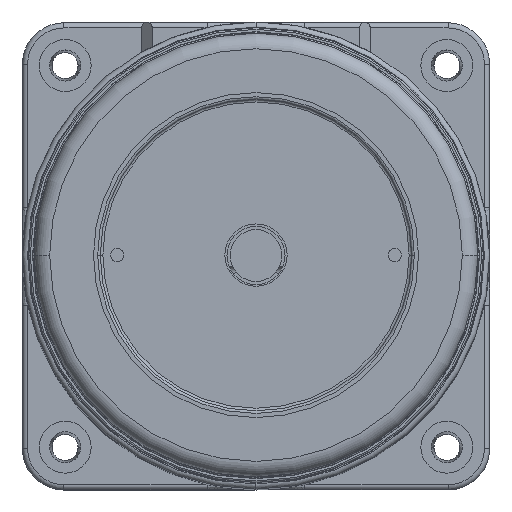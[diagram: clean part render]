
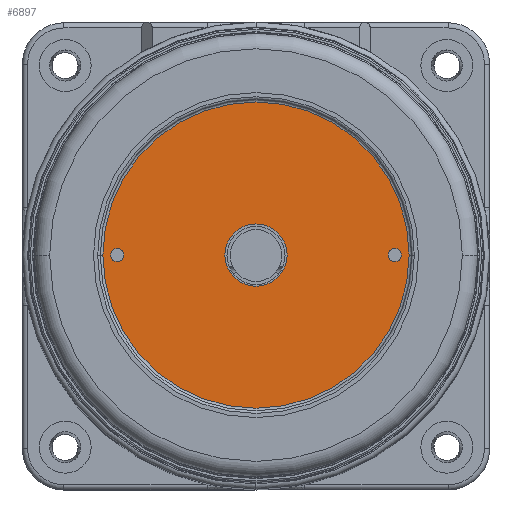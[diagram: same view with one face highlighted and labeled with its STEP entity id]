
A CAD part, top view. The second image highlights one B-rep face of the part: STEP entity #6897.
In plain terms, the highlighted planar face has unit normal (0, 0, 1).
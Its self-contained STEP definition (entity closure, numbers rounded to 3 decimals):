
#267 = CARTESIAN_POINT ( 'NONE',  ( -7.918, 15.661, 97.4 ) ) ;
#554 = CARTESIAN_POINT ( 'NONE',  ( -7.918, 15.661, 97.4 ) ) ;
#684 = EDGE_CURVE ( 'NONE', #1496, #970, #4622, .T. ) ;
#970 = VERTEX_POINT ( 'NONE', #9277 ) ;
#1113 = DIRECTION ( 'NONE',  ( -1., 0., 0. ) ) ;
#1149 = CARTESIAN_POINT ( 'NONE',  ( -9.168, 15.661, 97.4 ) ) ;
#1167 = CIRCLE ( 'NONE', #6757, 6. ) ;
#1236 = DIRECTION ( 'NONE',  ( 1., 0., 0. ) ) ;
#1298 = AXIS2_PLACEMENT_3D ( 'NONE', #2181, #5248, #8233 ) ;
#1374 = EDGE_LOOP ( 'NONE', ( #9081, #6061 ) ) ;
#1496 = VERTEX_POINT ( 'NONE', #7395 ) ;
#1633 = CIRCLE ( 'NONE', #7224, 1.25 ) ;
#2059 = ORIENTED_EDGE ( 'NONE', *, *, #3108, .T. ) ;
#2181 = CARTESIAN_POINT ( 'NONE',  ( -64.168, 15.661, 97.4 ) ) ;
#2356 = DIRECTION ( 'NONE',  ( 1., 0., 0. ) ) ;
#2419 = AXIS2_PLACEMENT_3D ( 'NONE', #554, #3609, #6645 ) ;
#2521 = DIRECTION ( 'NONE',  ( 0., 0., 1. ) ) ;
#2552 = DIRECTION ( 'NONE',  ( 0., 0., 1. ) ) ;
#2773 = EDGE_CURVE ( 'NONE', #6649, #9170, #1167, .T. ) ;
#2822 = VERTEX_POINT ( 'NONE', #5153 ) ;
#2827 = EDGE_LOOP ( 'NONE', ( #5921, #2059 ) ) ;
#2906 = ORIENTED_EDGE ( 'NONE', *, *, #2773, .F. ) ;
#2930 = FACE_BOUND ( 'NONE', #3591, .T. ) ;
#3101 = ORIENTED_EDGE ( 'NONE', *, *, #9753, .T. ) ;
#3108 = EDGE_CURVE ( 'NONE', #970, #1496, #8930, .T. ) ;
#3250 = CARTESIAN_POINT ( 'NONE',  ( -61.418, 15.661, 97.4 ) ) ;
#3321 = DIRECTION ( 'NONE',  ( 0., 0., -1. ) ) ;
#3591 = EDGE_LOOP ( 'NONE', ( #6024, #2906 ) ) ;
#3609 = DIRECTION ( 'NONE',  ( 0., 0., -1. ) ) ;
#3622 = CARTESIAN_POINT ( 'NONE',  ( -60.168, 15.661, 97.4 ) ) ;
#3649 = VERTEX_POINT ( 'NONE', #1149 ) ;
#3732 = AXIS2_PLACEMENT_3D ( 'NONE', #4934, #7926, #1113 ) ;
#3770 = CIRCLE ( 'NONE', #9258, 6. ) ;
#3927 = ORIENTED_EDGE ( 'NONE', *, *, #8229, .T. ) ;
#4147 = CARTESIAN_POINT ( 'NONE',  ( -6.668, 15.661, 97.4 ) ) ;
#4185 = AXIS2_PLACEMENT_3D ( 'NONE', #3250, #6303, #9271 ) ;
#4333 = EDGE_CURVE ( 'NONE', #9170, #6649, #3770, .T. ) ;
#4596 = VERTEX_POINT ( 'NONE', #4147 ) ;
#4619 = AXIS2_PLACEMENT_3D ( 'NONE', #6168, #9134, #2356 ) ;
#4622 = CIRCLE ( 'NONE', #4619, 29.5 ) ;
#4696 = AXIS2_PLACEMENT_3D ( 'NONE', #9330, #2552, #5621 ) ;
#4934 = CARTESIAN_POINT ( 'NONE',  ( -61.418, 15.661, 97.4 ) ) ;
#5055 = CARTESIAN_POINT ( 'NONE',  ( -34.668, 15.661, 97.4 ) ) ;
#5153 = CARTESIAN_POINT ( 'NONE',  ( -62.668, 15.661, 97.4 ) ) ;
#5248 = DIRECTION ( 'NONE',  ( 0., 0., -1. ) ) ;
#5585 = DIRECTION ( 'NONE',  ( 1., 0., 0. ) ) ;
#5621 = DIRECTION ( 'NONE',  ( 1., 0., 0. ) ) ;
#5921 = ORIENTED_EDGE ( 'NONE', *, *, #684, .T. ) ;
#5998 = FACE_OUTER_BOUND ( 'NONE', #2827, .T. ) ;
#6024 = ORIENTED_EDGE ( 'NONE', *, *, #4333, .F. ) ;
#6061 = ORIENTED_EDGE ( 'NONE', *, *, #8138, .T. ) ;
#6168 = CARTESIAN_POINT ( 'NONE',  ( -34.668, 15.661, 97.4 ) ) ;
#6303 = DIRECTION ( 'NONE',  ( 0., 0., -1. ) ) ;
#6365 = DIRECTION ( 'NONE',  ( -1., 0., 0. ) ) ;
#6645 = DIRECTION ( 'NONE',  ( -1., 0., 0. ) ) ;
#6649 = VERTEX_POINT ( 'NONE', #6691 ) ;
#6691 = CARTESIAN_POINT ( 'NONE',  ( -40.668, 15.661, 97.4 ) ) ;
#6727 = FACE_BOUND ( 'NONE', #9396, .T. ) ;
#6740 = CIRCLE ( 'NONE', #2419, 1.25 ) ;
#6757 = AXIS2_PLACEMENT_3D ( 'NONE', #5055, #8047, #1236 ) ;
#6897 = ADVANCED_FACE ( 'NONE', ( #6727, #9689, #2930, #5998 ), #8960, .F. ) ;
#6917 = CARTESIAN_POINT ( 'NONE',  ( -28.668, 15.661, 97.4 ) ) ;
#7224 = AXIS2_PLACEMENT_3D ( 'NONE', #267, #3321, #6365 ) ;
#7395 = CARTESIAN_POINT ( 'NONE',  ( -5.168, 15.661, 97.4 ) ) ;
#7590 = EDGE_CURVE ( 'NONE', #4596, #3649, #6740, .T. ) ;
#7926 = DIRECTION ( 'NONE',  ( 0., 0., -1. ) ) ;
#7986 = CIRCLE ( 'NONE', #3732, 1.25 ) ;
#8047 = DIRECTION ( 'NONE',  ( 0., 0., 1. ) ) ;
#8138 = EDGE_CURVE ( 'NONE', #3649, #4596, #1633, .T. ) ;
#8229 = EDGE_CURVE ( 'NONE', #9580, #2822, #7986, .T. ) ;
#8233 = DIRECTION ( 'NONE',  ( -1., 0., 0. ) ) ;
#8415 = CIRCLE ( 'NONE', #4185, 1.25 ) ;
#8930 = CIRCLE ( 'NONE', #4696, 29.5 ) ;
#8960 = PLANE ( 'NONE',  #1298 ) ;
#9081 = ORIENTED_EDGE ( 'NONE', *, *, #7590, .T. ) ;
#9134 = DIRECTION ( 'NONE',  ( 0., 0., 1. ) ) ;
#9170 = VERTEX_POINT ( 'NONE', #6917 ) ;
#9258 = AXIS2_PLACEMENT_3D ( 'NONE', #9295, #2521, #5585 ) ;
#9271 = DIRECTION ( 'NONE',  ( -1., 0., 0. ) ) ;
#9277 = CARTESIAN_POINT ( 'NONE',  ( -64.168, 15.661, 97.4 ) ) ;
#9295 = CARTESIAN_POINT ( 'NONE',  ( -34.668, 15.661, 97.4 ) ) ;
#9330 = CARTESIAN_POINT ( 'NONE',  ( -34.668, 15.661, 97.4 ) ) ;
#9396 = EDGE_LOOP ( 'NONE', ( #3927, #3101 ) ) ;
#9580 = VERTEX_POINT ( 'NONE', #3622 ) ;
#9689 = FACE_BOUND ( 'NONE', #1374, .T. ) ;
#9753 = EDGE_CURVE ( 'NONE', #2822, #9580, #8415, .T. ) ;
